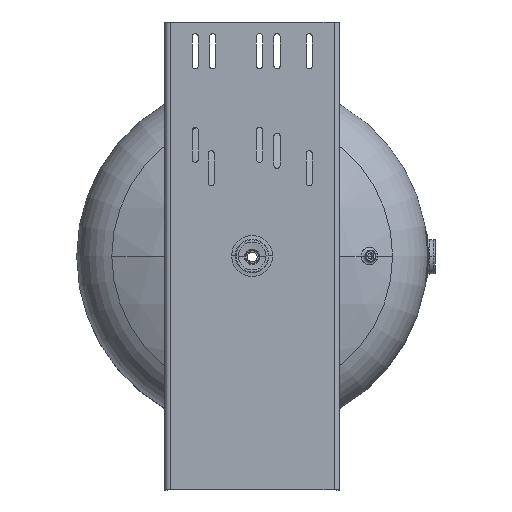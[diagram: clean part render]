
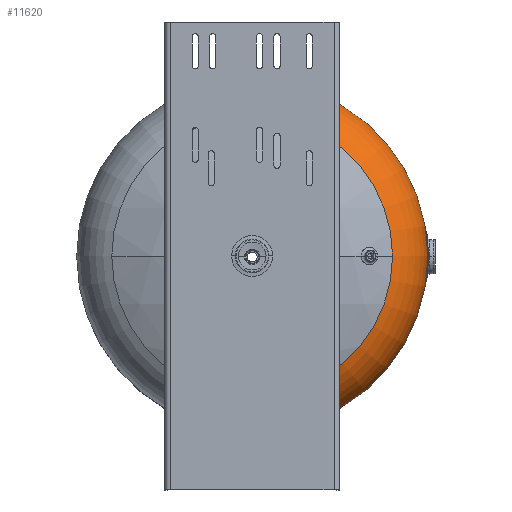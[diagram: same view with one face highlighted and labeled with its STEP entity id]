
A CAD part, top view. The second image highlights one B-rep face of the part: STEP entity #11620.
In plain terms, the highlighted toroidal (fillet/blend) face has major radius 249.174 mm and minor radius 131.826 mm.
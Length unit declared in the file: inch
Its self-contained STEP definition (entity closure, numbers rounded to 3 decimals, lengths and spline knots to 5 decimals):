
#6572 = VERTEX_POINT ( 'NONE', #8923 ) ;
#6573 = VERTEX_POINT ( 'NONE', #8924 ) ;
#6577 = VERTEX_POINT ( 'NONE', #8928 ) ;
#6578 = VERTEX_POINT ( 'NONE', #8929 ) ;
#6582 = VERTEX_POINT ( 'NONE', #8933 ) ;
#7530 = EDGE_CURVE ( 'NONE', #6578, #6577, #16323, .T. ) ;
#7532 = EDGE_CURVE ( 'NONE', #6582, #6578, #16329, .T. ) ;
#7533 = EDGE_CURVE ( 'NONE', #6577, #6573, #16333, .T. ) ;
#7534 = EDGE_CURVE ( 'NONE', #6572, #6573, #16335, .T. ) ;
#7535 = EDGE_CURVE ( 'NONE', #6582, #6572, #16331, .T. ) ;
#8923 = CARTESIAN_POINT ( 'NONE',  ( 0., 15., 15.48146 ) ) ;
#8924 = CARTESIAN_POINT ( 'NONE',  ( 0., -15., 15.48146 ) ) ;
#8928 = CARTESIAN_POINT ( 'NONE',  ( 0., -12., 20.18677 ) ) ;
#8929 = CARTESIAN_POINT ( 'NONE',  ( 12., 0., 20.18677 ) ) ;
#8933 = CARTESIAN_POINT ( 'NONE',  ( 0., 12., 20.18677 ) ) ;
#9173 = TOROIDAL_SURFACE ( 'NONE', #9185, 9.81, 5.19 ) ;
#9185 = AXIS2_PLACEMENT_3D ( 'NONE', #15761, #15757, #15764 ) ;
#10693 = ORIENTED_EDGE ( 'NONE', *, *, #7532, .T. ) ;
#10694 = ORIENTED_EDGE ( 'NONE', *, *, #7530, .T. ) ;
#10695 = ORIENTED_EDGE ( 'NONE', *, *, #7533, .T. ) ;
#10696 = ORIENTED_EDGE ( 'NONE', *, *, #7534, .F. ) ;
#10697 = ORIENTED_EDGE ( 'NONE', *, *, #7535, .F. ) ;
#11620 = ADVANCED_FACE ( 'NONE', ( #15760 ), #9173, .T. ) ;
#12352 = EDGE_LOOP ( 'NONE', ( #10693, #10694, #10695, #10696, #10697 ) ) ;
#15757 = DIRECTION ( 'NONE',  ( 0., 0., -1. ) ) ;
#15760 = FACE_OUTER_BOUND ( 'NONE', #12352, .T. ) ;
#15761 = CARTESIAN_POINT ( 'NONE',  ( 0., 0., 15.48146 ) ) ;
#15764 = DIRECTION ( 'NONE',  ( 0., 1., 0. ) ) ;
#16323 = CIRCLE ( 'NONE', #16330, 12. ) ;
#16329 = CIRCLE ( 'NONE', #16334, 12. ) ;
#16330 = AXIS2_PLACEMENT_3D ( 'NONE', #17044, #17045, #17046 ) ;
#16331 = CIRCLE ( 'NONE', #16340, 5.19 ) ;
#16333 = CIRCLE ( 'NONE', #16336, 5.19 ) ;
#16334 = AXIS2_PLACEMENT_3D ( 'NONE', #17051, #17052, #17053 ) ;
#16335 = CIRCLE ( 'NONE', #16338, 15. ) ;
#16336 = AXIS2_PLACEMENT_3D ( 'NONE', #17054, #17055, #17056 ) ;
#16338 = AXIS2_PLACEMENT_3D ( 'NONE', #17058, #17059, #17060 ) ;
#16340 = AXIS2_PLACEMENT_3D ( 'NONE', #17063, #17064, #17065 ) ;
#17044 = CARTESIAN_POINT ( 'NONE',  ( 0., 0., 20.18677 ) ) ;
#17045 = DIRECTION ( 'NONE',  ( 0., 0., -1. ) ) ;
#17046 = DIRECTION ( 'NONE',  ( 0., 1., 0. ) ) ;
#17051 = CARTESIAN_POINT ( 'NONE',  ( 0., 0., 20.18677 ) ) ;
#17052 = DIRECTION ( 'NONE',  ( 0., 0., -1. ) ) ;
#17053 = DIRECTION ( 'NONE',  ( 0., 1., 0. ) ) ;
#17054 = CARTESIAN_POINT ( 'NONE',  ( 0., -9.81, 15.48146 ) ) ;
#17055 = DIRECTION ( 'NONE',  ( 1., 0., 0. ) ) ;
#17056 = DIRECTION ( 'NONE',  ( 0., 1., 0. ) ) ;
#17058 = CARTESIAN_POINT ( 'NONE',  ( 0., 0., 15.48146 ) ) ;
#17059 = DIRECTION ( 'NONE',  ( 0., 0., -1. ) ) ;
#17060 = DIRECTION ( 'NONE',  ( 0., 1., 0. ) ) ;
#17063 = CARTESIAN_POINT ( 'NONE',  ( 0., 9.81, 15.48146 ) ) ;
#17064 = DIRECTION ( 'NONE',  ( -1., 0., 0. ) ) ;
#17065 = DIRECTION ( 'NONE',  ( 0., 0., 1. ) ) ;
